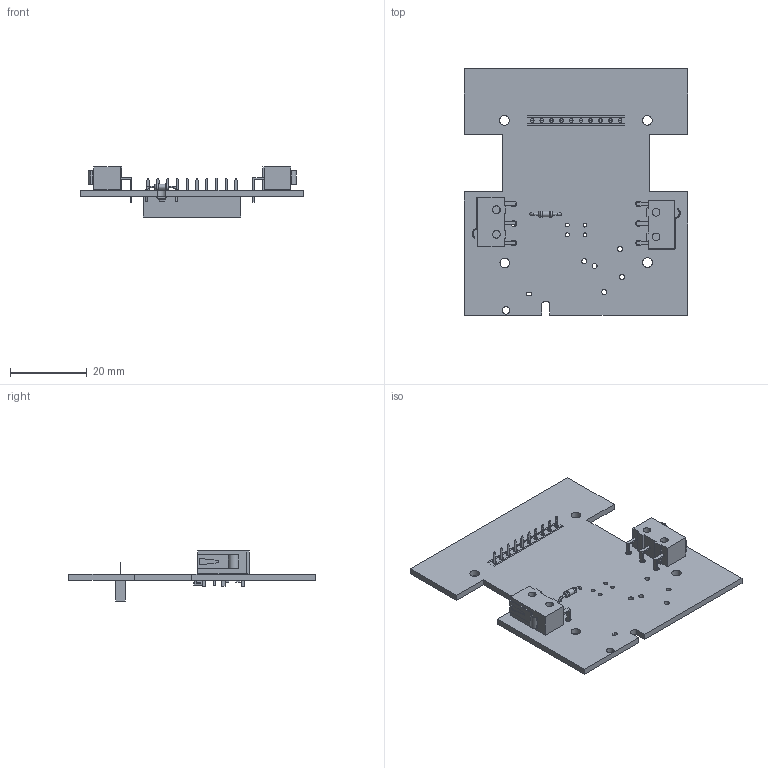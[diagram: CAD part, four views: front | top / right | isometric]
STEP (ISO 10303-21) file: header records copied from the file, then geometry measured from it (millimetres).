
FILE_DESCRIPTION(/* description */ (''),/* implementation_level */ '2;1');
FILE_NAME(/* name */ 'Base-with-Dep-Only v2.step',/* time_stamp */ '2022-06-29T16:31:32+05:45',/* author */ (''),/* organization */ (''),/* preprocessor_version */ 'ST-DEVELOPER v19',/* originating_system */ 'Autodesk Translation Framework v11.7.0.108',/* authorisation */ '');
FILE_SCHEMA (('AUTOMOTIVE_DESIGN { 1 0 10303 214 3 1 1 }'));
Length unit declared in the file: millimetre
Products named in the file (14): Base-with-Dep-Only; Base plate-V1.1; R_Axial_DIN0204_L3.6mm_D1.6mm_P7.62mm_Horizontal; SOLID (1); PinSocket_1x10_P2.54mm_Vertical; SOLID (3); SOT-23; SOLID (2); R_0805_2012Metric; SOLID; COMPOUND; Deployment-Switch v8; Deployment-Switch v8_1; Dep-Switch v2
Assembly tree (15 placements, depth 4):
  Base-with-Dep-Only
    Base plate-V1.1
      R_Axial_DIN0204_L3.6mm_D1.6mm_P7.62mm_Horizontal
        SOLID (1)
      PinSocket_1x10_P2.54mm_Vertical
        SOLID (3)
      SOT-23
        SOLID (2)
      R_0805_2012Metric  x2
        SOLID
      COMPOUND
    Deployment-Switch v8
      Dep-Switch v2
    Deployment-Switch v8_1
      Dep-Switch v2
Bounding box: 58 x 64 x 13 mm (x, y, z)
Volume: 6794.8 mm3; surface area: 9475.7 mm2
Topology: 12 solids, 12 shells, 649 faces, 1657 edges, 1074 vertices
Faces by surface type: plane 553, cylinder 92, bspline 2, torus 2
Full cylindrical faces by diameter (mm): 0.5 x4, 0.7 x2, 1 x14, 1.3 x5, 1.44 x1, 1.5 x10, 1.6 x2, 2 x5, 2.5 x4
Entity records: 18913 total; most frequent: CARTESIAN_POINT 3211, ORIENTED_EDGE 3070, DIRECTION 2955, EDGE_CURVE 1535, LINE 1371, VECTOR 1371, VERTEX_POINT 994, AXIS2_PLACEMENT_3D 792
